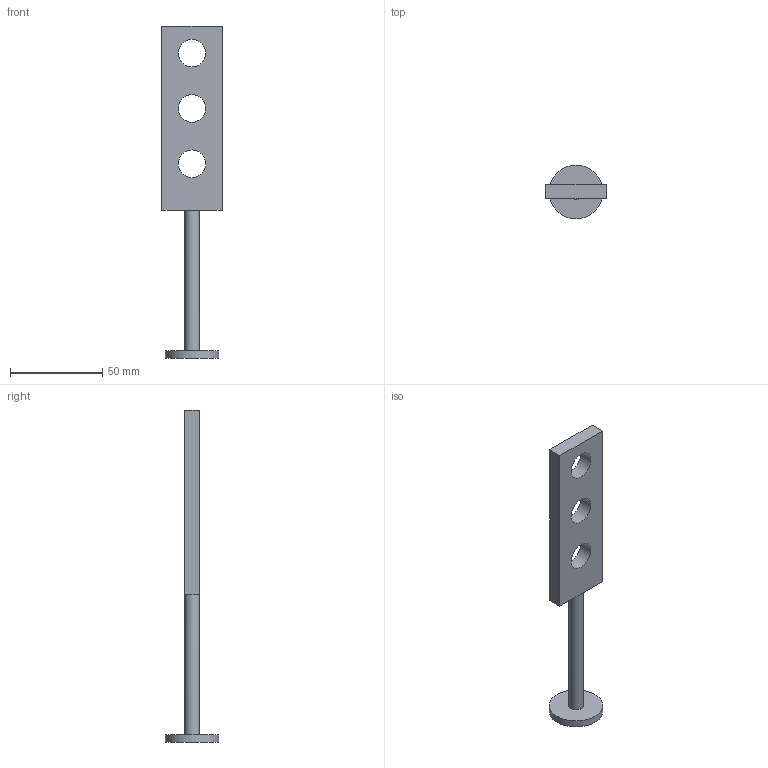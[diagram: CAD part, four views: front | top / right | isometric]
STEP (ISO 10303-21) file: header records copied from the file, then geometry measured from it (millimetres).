
FILE_DESCRIPTION( ( '' ), ' ' );
FILE_NAME( '5d1a71d45c37d017553453e6.step', '2019-07-01T20:49:25', ( '' ), ( '' ), ' ', ' ', ' ' );
FILE_SCHEMA( ( 'AUTOMOTIVE_DESIGN { 1 0 10303 214 1 1 1 1 }' ) );
Length unit declared in the file: metre
Products named in the file (1): Part 1
Bounding box: 32.63 x 29 x 180 mm (x, y, z)
Volume: 27858.1 mm3; surface area: 12144.5 mm2
Topology: 1 solids, 1 shells, 16 faces, 35 edges, 22 vertices
Faces by surface type: plane 11, cylinder 5
Full cylindrical faces by diameter (mm): 8 x1, 15 x3, 29 x1
Entity records: 562 total; most frequent: DIRECTION 76, CARTESIAN_POINT 67, ORIENTED_EDGE 58, AXIS2_PLACEMENT_3D 30, EDGE_CURVE 29, EDGE_LOOP 28, FACE_OUTER_BOUND 21, VERTEX_POINT 21
